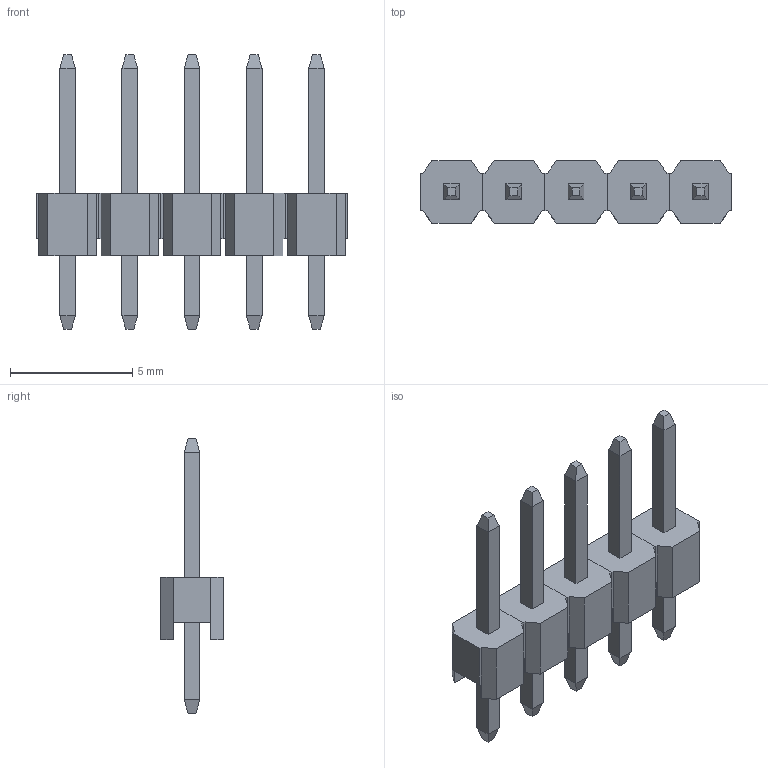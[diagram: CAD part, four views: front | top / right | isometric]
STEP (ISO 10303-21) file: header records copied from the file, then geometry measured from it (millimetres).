
FILE_DESCRIPTION(('FreeCAD Model'),'2;1');
FILE_NAME('1x5-male-pin-header.step','2015-07-26T00:13:13',('Author'),(''), 'Open CASCADE STEP processor 6.8','FreeCAD','Unknown');
FILE_SCHEMA(('AUTOMOTIVE_DESIGN_CC2 { 1 2 10303 214 -1 1 5 4 }'));
Length unit declared in the file: millimetre
Products named in the file (2): ASSEMBLY; 1x5-male-pin-header
Assembly tree (1 placements, depth 2):
  ASSEMBLY
    1x5-male-pin-header
Bounding box: 12.7 x 2.54 x 11.2 mm (x, y, z)
Volume: 79.6 mm3; surface area: 293.4 mm2
Topology: 5 solids, 5 shells, 200 faces, 480 edges, 300 vertices
Faces by surface type: plane 160, bspline 40
Entity records: 13017 total; most frequent: CARTESIAN_POINT 2312, DIRECTION 1514, LINE 1190, VECTOR 1190, ORIENTED_EDGE 960, PCURVE 960, DEFINITIONAL_REPRESENTATION 960, EDGE_CURVE 480
